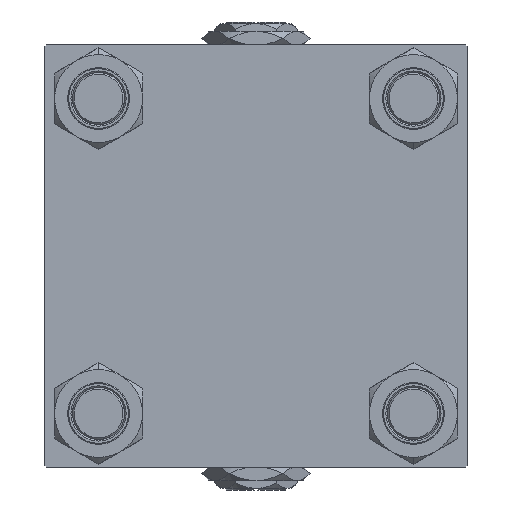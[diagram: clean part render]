
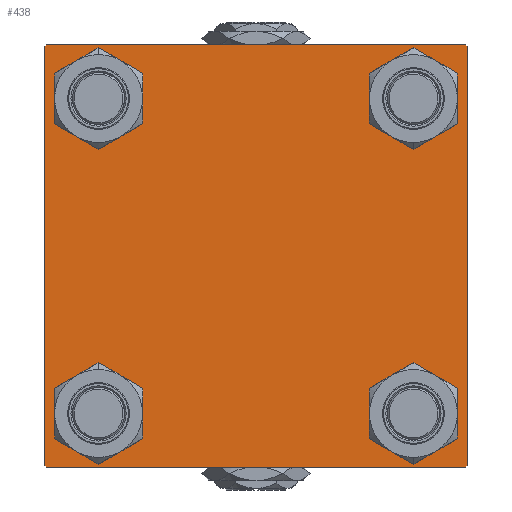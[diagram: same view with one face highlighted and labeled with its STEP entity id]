
A CAD part, left-side view. The second image highlights one B-rep face of the part: STEP entity #438.
In plain terms, the highlighted planar face has unit normal (-1, 0, 0).
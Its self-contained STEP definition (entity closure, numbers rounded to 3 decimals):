
#438 = ADVANCED_FACE ( 'NONE', ( #47441, #26556, #34844, #39660, #27087 ), #14507, .T. ) ;
#1013 = CIRCLE ( 'NONE', #14717, 8.5 ) ;
#1185 = VERTEX_POINT ( 'NONE', #15322 ) ;
#1624 = VERTEX_POINT ( 'NONE', #40570 ) ;
#1952 = DIRECTION ( 'NONE',  ( 0., 0.707, 0.707 ) ) ;
#2161 = CARTESIAN_POINT ( 'NONE',  ( 0., 65., 65. ) ) ;
#2584 = CARTESIAN_POINT ( 'NONE',  ( 0., 48.45, -39.95 ) ) ;
#3268 = ORIENTED_EDGE ( 'NONE', *, *, #21999, .T. ) ;
#3871 = DIRECTION ( 'NONE',  ( 0., 0., 1. ) ) ;
#4088 = EDGE_CURVE ( 'NONE', #38028, #17650, #43327, .T. ) ;
#4111 = EDGE_LOOP ( 'NONE', ( #38830, #25457, #37822, #19777, #48221, #51196, #9991, #3268 ) ) ;
#4300 = VERTEX_POINT ( 'NONE', #50484 ) ;
#4647 = CARTESIAN_POINT ( 'NONE',  ( 0., 64.75, 64.75 ) ) ;
#5628 = VERTEX_POINT ( 'NONE', #34927 ) ;
#5715 = CARTESIAN_POINT ( 'NONE',  ( 0., -48.45, -39.95 ) ) ;
#6877 = DIRECTION ( 'NONE',  ( 1., 0., 0. ) ) ;
#7355 = EDGE_CURVE ( 'NONE', #46927, #1185, #46085, .T. ) ;
#7838 = CIRCLE ( 'NONE', #10382, 8.5 ) ;
#8218 = EDGE_CURVE ( 'NONE', #10798, #48374, #42208, .T. ) ;
#8463 = DIRECTION ( 'NONE',  ( 0., 0., -1. ) ) ;
#9023 = CIRCLE ( 'NONE', #30411, 8.5 ) ;
#9305 = AXIS2_PLACEMENT_3D ( 'NONE', #48185, #48719, #52203 ) ;
#9991 = ORIENTED_EDGE ( 'NONE', *, *, #31153, .F. ) ;
#10247 = LINE ( 'NONE', #34352, #36478 ) ;
#10382 = AXIS2_PLACEMENT_3D ( 'NONE', #38281, #41769, #33221 ) ;
#10798 = VERTEX_POINT ( 'NONE', #33185 ) ;
#12311 = ORIENTED_EDGE ( 'NONE', *, *, #28159, .T. ) ;
#12358 = LINE ( 'NONE', #16125, #32977 ) ;
#12813 = CARTESIAN_POINT ( 'NONE',  ( 0., -65., 64.5 ) ) ;
#12920 = CARTESIAN_POINT ( 'NONE',  ( 0., 64.5, -65. ) ) ;
#13204 = DIRECTION ( 'NONE',  ( 0., 0., 1. ) ) ;
#13262 = AXIS2_PLACEMENT_3D ( 'NONE', #32258, #24234, #3871 ) ;
#13301 = VERTEX_POINT ( 'NONE', #37338 ) ;
#14093 = CARTESIAN_POINT ( 'NONE',  ( 0., 48.45, 56.95 ) ) ;
#14507 = PLANE ( 'NONE',  #51800 ) ;
#14717 = AXIS2_PLACEMENT_3D ( 'NONE', #25799, #49900, #13204 ) ;
#15322 = CARTESIAN_POINT ( 'NONE',  ( 0., 48.45, 39.95 ) ) ;
#16125 = CARTESIAN_POINT ( 'NONE',  ( 0., -64.75, -64.75 ) ) ;
#16341 = ORIENTED_EDGE ( 'NONE', *, *, #49162, .T. ) ;
#16353 = VECTOR ( 'NONE', #46691, 1000. ) ;
#16382 = EDGE_LOOP ( 'NONE', ( #16341, #40958 ) ) ;
#16388 = DIRECTION ( 'NONE',  ( 0., -0.707, 0.707 ) ) ;
#16868 = EDGE_CURVE ( 'NONE', #48374, #5628, #25552, .T. ) ;
#17650 = VERTEX_POINT ( 'NONE', #2584 ) ;
#18957 = VECTOR ( 'NONE', #42856, 1000. ) ;
#19221 = DIRECTION ( 'NONE',  ( 0., 0., -1. ) ) ;
#19777 = ORIENTED_EDGE ( 'NONE', *, *, #41000, .T. ) ;
#21470 = EDGE_CURVE ( 'NONE', #1624, #4300, #33239, .T. ) ;
#21873 = DIRECTION ( 'NONE',  ( 0., -0.707, -0.707 ) ) ;
#21999 = EDGE_CURVE ( 'NONE', #39220, #31266, #33037, .T. ) ;
#23253 = CARTESIAN_POINT ( 'NONE',  ( 0., 48.45, 48.45 ) ) ;
#23534 = CIRCLE ( 'NONE', #13262, 8.5 ) ;
#23919 = EDGE_CURVE ( 'NONE', #4300, #1624, #34194, .T. ) ;
#23976 = VERTEX_POINT ( 'NONE', #49601 ) ;
#24234 = DIRECTION ( 'NONE',  ( 1., 0., 0. ) ) ;
#25381 = AXIS2_PLACEMENT_3D ( 'NONE', #39800, #39274, #27505 ) ;
#25457 = ORIENTED_EDGE ( 'NONE', *, *, #8218, .T. ) ;
#25552 = LINE ( 'NONE', #41865, #16353 ) ;
#25558 = VECTOR ( 'NONE', #21873, 1000. ) ;
#25799 = CARTESIAN_POINT ( 'NONE',  ( 0., -48.45, -48.45 ) ) ;
#25949 = DIRECTION ( 'NONE',  ( 0., 0., 1. ) ) ;
#26287 = DIRECTION ( 'NONE',  ( -1., 0., 0. ) ) ;
#26556 = FACE_BOUND ( 'NONE', #49099, .T. ) ;
#27087 = FACE_OUTER_BOUND ( 'NONE', #4111, .T. ) ;
#27145 = CARTESIAN_POINT ( 'NONE',  ( 0., -65., -64.5 ) ) ;
#27259 = DIRECTION ( 'NONE',  ( 1., 0., 0. ) ) ;
#27505 = DIRECTION ( 'NONE',  ( 0., 0., 1. ) ) ;
#27556 = ORIENTED_EDGE ( 'NONE', *, *, #23919, .T. ) ;
#27925 = CARTESIAN_POINT ( 'NONE',  ( 0., 64.5, 65. ) ) ;
#28159 = EDGE_CURVE ( 'NONE', #52252, #13301, #7838, .T. ) ;
#29697 = EDGE_CURVE ( 'NONE', #13301, #52252, #1013, .T. ) ;
#30411 = AXIS2_PLACEMENT_3D ( 'NONE', #23253, #27259, #39035 ) ;
#30424 = ORIENTED_EDGE ( 'NONE', *, *, #21470, .T. ) ;
#30978 = CARTESIAN_POINT ( 'NONE',  ( 0., 48.45, 48.45 ) ) ;
#31153 = EDGE_CURVE ( 'NONE', #39220, #23976, #38306, .T. ) ;
#31266 = VERTEX_POINT ( 'NONE', #41215 ) ;
#31503 = DIRECTION ( 'NONE',  ( 0., 0., 1. ) ) ;
#32075 = CARTESIAN_POINT ( 'NONE',  ( 0., 65., 65. ) ) ;
#32258 = CARTESIAN_POINT ( 'NONE',  ( 0., 48.45, -48.45 ) ) ;
#32977 = VECTOR ( 'NONE', #16388, 1000. ) ;
#33037 = LINE ( 'NONE', #4647, #41789 ) ;
#33185 = CARTESIAN_POINT ( 'NONE',  ( 0., 65., -64.5 ) ) ;
#33221 = DIRECTION ( 'NONE',  ( 0., 0., 1. ) ) ;
#33239 = CIRCLE ( 'NONE', #9305, 8.5 ) ;
#34194 = CIRCLE ( 'NONE', #52156, 8.5 ) ;
#34352 = CARTESIAN_POINT ( 'NONE',  ( 0., -64.75, 64.75 ) ) ;
#34844 = FACE_BOUND ( 'NONE', #16382, .T. ) ;
#34927 = CARTESIAN_POINT ( 'NONE',  ( 0., -64.5, -65. ) ) ;
#35110 = DIRECTION ( 'NONE',  ( 0., 0., 1. ) ) ;
#35734 = EDGE_LOOP ( 'NONE', ( #30424, #27556 ) ) ;
#36264 = VERTEX_POINT ( 'NONE', #27145 ) ;
#36478 = VECTOR ( 'NONE', #1952, 1000. ) ;
#37008 = DIRECTION ( 'NONE',  ( 1., 0., 0. ) ) ;
#37338 = CARTESIAN_POINT ( 'NONE',  ( 0., -48.45, -56.95 ) ) ;
#37822 = ORIENTED_EDGE ( 'NONE', *, *, #16868, .T. ) ;
#38028 = VERTEX_POINT ( 'NONE', #48978 ) ;
#38281 = CARTESIAN_POINT ( 'NONE',  ( 0., -48.45, -48.45 ) ) ;
#38306 = LINE ( 'NONE', #2161, #18957 ) ;
#38830 = ORIENTED_EDGE ( 'NONE', *, *, #52519, .T. ) ;
#39035 = DIRECTION ( 'NONE',  ( 0., 0., 1. ) ) ;
#39220 = VERTEX_POINT ( 'NONE', #27925 ) ;
#39274 = DIRECTION ( 'NONE',  ( 1., 0., 0. ) ) ;
#39660 = FACE_BOUND ( 'NONE', #50590, .T. ) ;
#39800 = CARTESIAN_POINT ( 'NONE',  ( 0., 48.45, -48.45 ) ) ;
#40570 = CARTESIAN_POINT ( 'NONE',  ( 0., -48.45, 56.95 ) ) ;
#40576 = EDGE_CURVE ( 'NONE', #1185, #46927, #9023, .T. ) ;
#40958 = ORIENTED_EDGE ( 'NONE', *, *, #4088, .T. ) ;
#41000 = EDGE_CURVE ( 'NONE', #5628, #36264, #12358, .T. ) ;
#41030 = CARTESIAN_POINT ( 'NONE',  ( 0., -48.45, 48.45 ) ) ;
#41215 = CARTESIAN_POINT ( 'NONE',  ( 0., 65., 64.5 ) ) ;
#41769 = DIRECTION ( 'NONE',  ( 1., 0., 0. ) ) ;
#41789 = VECTOR ( 'NONE', #49378, 1000. ) ;
#41865 = CARTESIAN_POINT ( 'NONE',  ( 0., 65., -65. ) ) ;
#42208 = LINE ( 'NONE', #45706, #25558 ) ;
#42352 = ORIENTED_EDGE ( 'NONE', *, *, #40576, .T. ) ;
#42856 = DIRECTION ( 'NONE',  ( 0., -1., 0. ) ) ;
#43327 = CIRCLE ( 'NONE', #25381, 8.5 ) ;
#43411 = CARTESIAN_POINT ( 'NONE',  ( 0., 0., 0. ) ) ;
#44177 = VECTOR ( 'NONE', #19221, 1000. ) ;
#44465 = EDGE_CURVE ( 'NONE', #44783, #36264, #49184, .T. ) ;
#44783 = VERTEX_POINT ( 'NONE', #12813 ) ;
#45156 = CARTESIAN_POINT ( 'NONE',  ( 0., -65., 65. ) ) ;
#45203 = AXIS2_PLACEMENT_3D ( 'NONE', #30978, #6877, #31503 ) ;
#45706 = CARTESIAN_POINT ( 'NONE',  ( 0., 64.75, -64.75 ) ) ;
#46085 = CIRCLE ( 'NONE', #45203, 8.5 ) ;
#46691 = DIRECTION ( 'NONE',  ( 0., -1., 0. ) ) ;
#46927 = VERTEX_POINT ( 'NONE', #14093 ) ;
#47441 = FACE_BOUND ( 'NONE', #35734, .T. ) ;
#48014 = ORIENTED_EDGE ( 'NONE', *, *, #29697, .T. ) ;
#48185 = CARTESIAN_POINT ( 'NONE',  ( 0., -48.45, 48.45 ) ) ;
#48221 = ORIENTED_EDGE ( 'NONE', *, *, #44465, .F. ) ;
#48374 = VERTEX_POINT ( 'NONE', #12920 ) ;
#48719 = DIRECTION ( 'NONE',  ( 1., 0., 0. ) ) ;
#48978 = CARTESIAN_POINT ( 'NONE',  ( 0., 48.45, -56.95 ) ) ;
#49099 = EDGE_LOOP ( 'NONE', ( #12311, #48014 ) ) ;
#49162 = EDGE_CURVE ( 'NONE', #17650, #38028, #23534, .T. ) ;
#49184 = LINE ( 'NONE', #45156, #51779 ) ;
#49378 = DIRECTION ( 'NONE',  ( 0., 0.707, -0.707 ) ) ;
#49601 = CARTESIAN_POINT ( 'NONE',  ( 0., -64.5, 65. ) ) ;
#49900 = DIRECTION ( 'NONE',  ( 1., 0., 0. ) ) ;
#50484 = CARTESIAN_POINT ( 'NONE',  ( 0., -48.45, 39.95 ) ) ;
#50590 = EDGE_LOOP ( 'NONE', ( #52817, #42352 ) ) ;
#51196 = ORIENTED_EDGE ( 'NONE', *, *, #52210, .T. ) ;
#51779 = VECTOR ( 'NONE', #8463, 1000. ) ;
#51800 = AXIS2_PLACEMENT_3D ( 'NONE', #43411, #26287, #35110 ) ;
#52156 = AXIS2_PLACEMENT_3D ( 'NONE', #41030, #37008, #25949 ) ;
#52203 = DIRECTION ( 'NONE',  ( 0., 0., 1. ) ) ;
#52210 = EDGE_CURVE ( 'NONE', #44783, #23976, #10247, .T. ) ;
#52252 = VERTEX_POINT ( 'NONE', #5715 ) ;
#52432 = LINE ( 'NONE', #32075, #44177 ) ;
#52519 = EDGE_CURVE ( 'NONE', #31266, #10798, #52432, .T. ) ;
#52817 = ORIENTED_EDGE ( 'NONE', *, *, #7355, .T. ) ;
